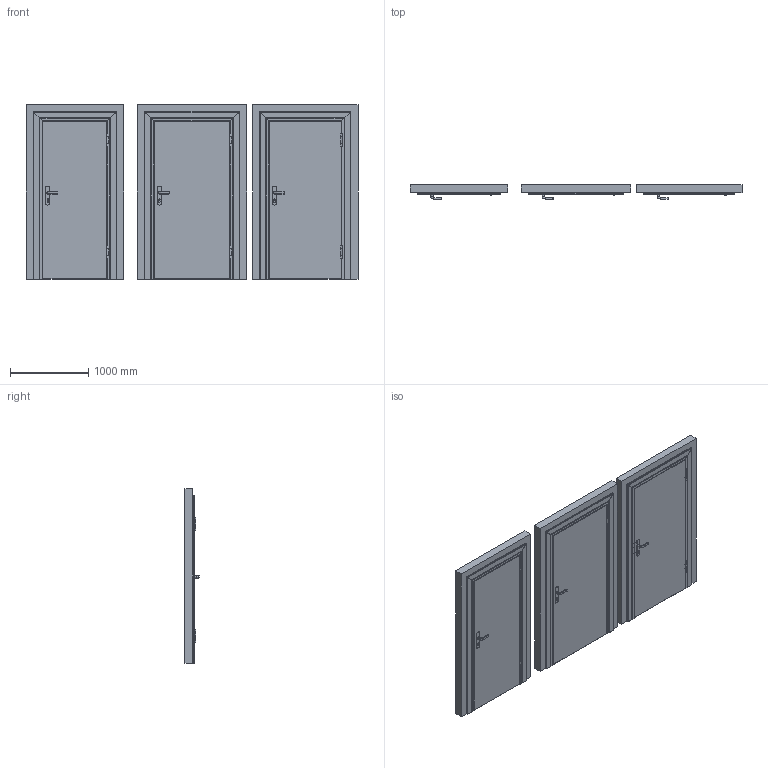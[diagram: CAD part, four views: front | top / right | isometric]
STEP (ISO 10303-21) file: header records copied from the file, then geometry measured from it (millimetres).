
FILE_DESCRIPTION(/* description */ (''),/* implementation_level */ '2;1');
FILE_NAME(/* name */ '050066_A_2-Drzwi akustyczne SILENCE 37dB na ościeżnicy MDF..stp',/* time_stamp */ '2024-05-21T14:08:40+02:00',/* author */ (''),/* organization */ (''),/* preprocessor_version */ 'ST-DEVELOPER v16',/* originating_system */ 'SIEMENS PLM Software NX 11.0',/* authorisation */ '');
FILE_SCHEMA (('AUTOMOTIVE_DESIGN { 1 0 10303 214 3 1 1 1 }'));
Products named in the file (1): bkni4850C58Atwot
Bounding box: 4250 x 186 x 2240 mm (x, y, z)
Volume: 616684155.8 mm3; surface area: 44176369.2 mm2
Topology: 225 solids, 225 shells, 5214 faces, 12810 edges, 8223 vertices
Faces by surface type: plane 3072, cylinder 1146, cone 417, bspline 408, torus 159, sphere 12
Full cylindrical faces by diameter (mm): 3.5 x9, 4 x39, 4.2 x12, 4.5 x9, 5 x42, 5.5 x12, 6 x96, 6.5 x54, 7 x9, 7.4 x24, 7.5 x24, 8 x36, 10 x66, 10.5 x18, 11 x42, 11.8 x12, 14 x12, 16 x12, 17 x3, 18 x6, 19 x12, 30 x6
Entity records: 157446 total; most frequent: CARTESIAN_POINT 39991, ORIENTED_EDGE 22830, DIRECTION 22643, EDGE_CURVE 11415, VERTEX_POINT 7944, AXIS2_PLACEMENT_3D 7765, EDGE_LOOP 7212, LINE 7113
